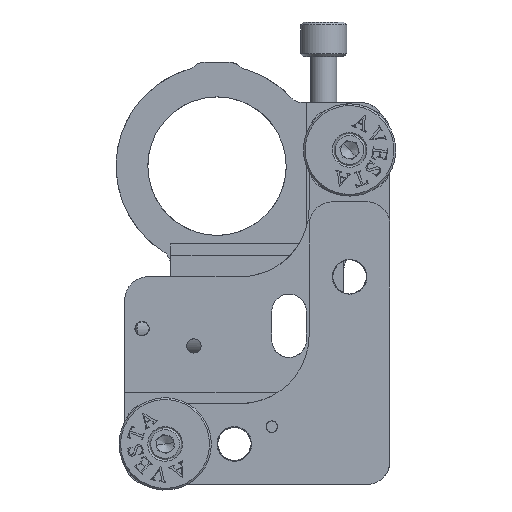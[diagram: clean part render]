
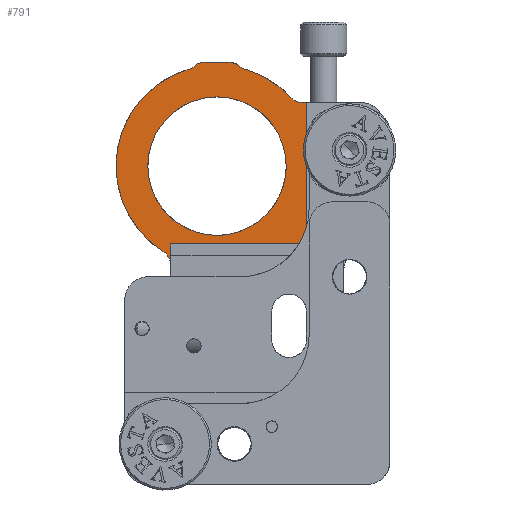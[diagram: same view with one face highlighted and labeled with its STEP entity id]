
A CAD part, front view. The second image highlights one B-rep face of the part: STEP entity #791.
In plain terms, the highlighted planar face has unit normal (0, -1, 0).
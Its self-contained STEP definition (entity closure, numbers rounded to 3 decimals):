
#228=FACE_BOUND('',#2362,.T.);
#791=ADVANCED_FACE('',(#1556,#228),#12591,.T.);
#1556=FACE_OUTER_BOUND('',#2361,.T.);
#2361=EDGE_LOOP('',(#5350,#5351,#5352,#5353,#5354,#5355,#5356,#5357,#5358,
#5359,#5360,#5361,#5362,#5363));
#2362=EDGE_LOOP('',(#5364,#5365,#5366));
#5350=ORIENTED_EDGE('',*,*,#8162,.T.);
#5351=ORIENTED_EDGE('',*,*,#8288,.T.);
#5352=ORIENTED_EDGE('',*,*,#8163,.T.);
#5353=ORIENTED_EDGE('',*,*,#8164,.T.);
#5354=ORIENTED_EDGE('',*,*,#8165,.T.);
#5355=ORIENTED_EDGE('',*,*,#8166,.T.);
#5356=ORIENTED_EDGE('',*,*,#8167,.T.);
#5357=ORIENTED_EDGE('',*,*,#8285,.T.);
#5358=ORIENTED_EDGE('',*,*,#8168,.T.);
#5359=ORIENTED_EDGE('',*,*,#8169,.T.);
#5360=ORIENTED_EDGE('',*,*,#8151,.F.);
#5361=ORIENTED_EDGE('',*,*,#8170,.F.);
#5362=ORIENTED_EDGE('',*,*,#8161,.F.);
#5363=ORIENTED_EDGE('',*,*,#8171,.T.);
#5364=ORIENTED_EDGE('',*,*,#8174,.F.);
#5365=ORIENTED_EDGE('',*,*,#8172,.F.);
#5366=ORIENTED_EDGE('',*,*,#8173,.F.);
#8151=EDGE_CURVE('',#11850,#11852,#9849,.T.);
#8161=EDGE_CURVE('',#11863,#11849,#9856,.T.);
#8162=EDGE_CURVE('',#11864,#11865,#10423,.T.);
#8163=EDGE_CURVE('',#11866,#11867,#10424,.T.);
#8164=EDGE_CURVE('',#11867,#11868,#10425,.T.);
#8165=EDGE_CURVE('',#11868,#11869,#9857,.T.);
#8166=EDGE_CURVE('',#11869,#11870,#10426,.T.);
#8167=EDGE_CURVE('',#11870,#11871,#10427,.T.);
#8168=EDGE_CURVE('',#11872,#11873,#10428,.T.);
#8169=EDGE_CURVE('',#11873,#11852,#9858,.T.);
#8170=EDGE_CURVE('',#11849,#11850,#10429,.T.);
#8171=EDGE_CURVE('',#11863,#11864,#9859,.T.);
#8172=EDGE_CURVE('',#11861,#11858,#10430,.T.);
#8173=EDGE_CURVE('',#11859,#11861,#10431,.T.);
#8174=EDGE_CURVE('',#11858,#11859,#10432,.T.);
#8285=EDGE_CURVE('',#11871,#11872,#10499,.T.);
#8288=EDGE_CURVE('',#11865,#11866,#10502,.T.);
#9849=B_SPLINE_CURVE_WITH_KNOTS('',1,(#23189,#23190),.UNSPECIFIED.,.F.,
 .F.,(2,2),(0.,26.5),.UNSPECIFIED.);
#9856=B_SPLINE_CURVE_WITH_KNOTS('',1,(#23210,#23211),.UNSPECIFIED.,.F.,
 .F.,(2,2),(-21.5,0.),.UNSPECIFIED.);
#9857=B_SPLINE_CURVE_WITH_KNOTS('',1,(#23221,#23222),.UNSPECIFIED.,.F.,
 .F.,(2,2),(0.,4.149),.UNSPECIFIED.);
#9858=B_SPLINE_CURVE_WITH_KNOTS('',1,(#23232,#23233),.UNSPECIFIED.,.F.,
 .F.,(2,2),(-3.799,0.),.UNSPECIFIED.);
#9859=B_SPLINE_CURVE_WITH_KNOTS('',1,(#23237,#23238),.UNSPECIFIED.,.F.,
 .F.,(2,2),(0.,0.525),.UNSPECIFIED.);
#10423=(
BOUNDED_CURVE()
B_SPLINE_CURVE(2,(#23212,#23213,#23214),.UNSPECIFIED.,.F.,.F.)
B_SPLINE_CURVE_WITH_KNOTS((3,3),(0.,2.457),.UNSPECIFIED.)
CURVE()
GEOMETRIC_REPRESENTATION_ITEM()
RATIONAL_B_SPLINE_CURVE((1.,0.917,1.))
REPRESENTATION_ITEM('')
);
#10424=(
BOUNDED_CURVE()
B_SPLINE_CURVE(2,(#23215,#23216,#23217),.UNSPECIFIED.,.F.,.F.)
B_SPLINE_CURVE_WITH_KNOTS((3,3),(0.,1.188),.UNSPECIFIED.)
CURVE()
GEOMETRIC_REPRESENTATION_ITEM()
RATIONAL_B_SPLINE_CURVE((1.,0.98,1.))
REPRESENTATION_ITEM('')
);
#10425=(
BOUNDED_CURVE()
B_SPLINE_CURVE(2,(#23218,#23219,#23220),.UNSPECIFIED.,.F.,.F.)
B_SPLINE_CURVE_WITH_KNOTS((3,3),(0.,2.061),.UNSPECIFIED.)
CURVE()
GEOMETRIC_REPRESENTATION_ITEM()
RATIONAL_B_SPLINE_CURVE((1.,0.942,1.))
REPRESENTATION_ITEM('')
);
#10426=(
BOUNDED_CURVE()
B_SPLINE_CURVE(2,(#23223,#23224,#23225),.UNSPECIFIED.,.F.,.F.)
B_SPLINE_CURVE_WITH_KNOTS((3,3),(0.,2.061),.UNSPECIFIED.)
CURVE()
GEOMETRIC_REPRESENTATION_ITEM()
RATIONAL_B_SPLINE_CURVE((1.,0.942,1.))
REPRESENTATION_ITEM('')
);
#10427=(
BOUNDED_CURVE()
B_SPLINE_CURVE(2,(#23226,#23227,#23228),.UNSPECIFIED.,.F.,.F.)
B_SPLINE_CURVE_WITH_KNOTS((3,3),(0.,1.188),.UNSPECIFIED.)
CURVE()
GEOMETRIC_REPRESENTATION_ITEM()
RATIONAL_B_SPLINE_CURVE((1.,0.98,1.))
REPRESENTATION_ITEM('')
);
#10428=(
BOUNDED_CURVE()
B_SPLINE_CURVE(2,(#23229,#23230,#23231),.UNSPECIFIED.,.F.,.F.)
B_SPLINE_CURVE_WITH_KNOTS((3,3),(0.,3.013),.UNSPECIFIED.)
CURVE()
GEOMETRIC_REPRESENTATION_ITEM()
RATIONAL_B_SPLINE_CURVE((1.,0.877,1.))
REPRESENTATION_ITEM('')
);
#10429=(
BOUNDED_CURVE()
B_SPLINE_CURVE(2,(#23234,#23235,#23236),.UNSPECIFIED.,.F.,.F.)
B_SPLINE_CURVE_WITH_KNOTS((3,3),(0.,4.712),.UNSPECIFIED.)
CURVE()
GEOMETRIC_REPRESENTATION_ITEM()
RATIONAL_B_SPLINE_CURVE((1.,0.707,1.))
REPRESENTATION_ITEM('')
);
#10430=(
BOUNDED_CURVE()
B_SPLINE_CURVE(2,(#23239,#23240,#23241,#23242,#23243),.UNSPECIFIED.,.F.,
 .F.)
B_SPLINE_CURVE_WITH_KNOTS((3,2,3),(-37.699,-18.85,
0.),.UNSPECIFIED.)
CURVE()
GEOMETRIC_REPRESENTATION_ITEM()
RATIONAL_B_SPLINE_CURVE((1.,0.707,1.,0.707,1.))
REPRESENTATION_ITEM('')
);
#10431=(
BOUNDED_CURVE()
B_SPLINE_CURVE(2,(#23244,#23245,#23246),.UNSPECIFIED.,.F.,.F.)
B_SPLINE_CURVE_WITH_KNOTS((3,3),(-56.549,-37.699),
 .UNSPECIFIED.)
CURVE()
GEOMETRIC_REPRESENTATION_ITEM()
RATIONAL_B_SPLINE_CURVE((1.,0.707,1.))
REPRESENTATION_ITEM('')
);
#10432=(
BOUNDED_CURVE()
B_SPLINE_CURVE(2,(#23247,#23248,#23249),.UNSPECIFIED.,.F.,.F.)
B_SPLINE_CURVE_WITH_KNOTS((3,3),(-75.398,-56.549),
 .UNSPECIFIED.)
CURVE()
GEOMETRIC_REPRESENTATION_ITEM()
RATIONAL_B_SPLINE_CURVE((1.,0.707,1.))
REPRESENTATION_ITEM('')
);
#10499=(
BOUNDED_CURVE()
B_SPLINE_CURVE(2,(#23571,#23572,#23573,#23574,#23575),.UNSPECIFIED.,.F.,
 .F.)
B_SPLINE_CURVE_WITH_KNOTS((3,2,3),(0.,22.379,39.975),
 .UNSPECIFIED.)
CURVE()
GEOMETRIC_REPRESENTATION_ITEM()
RATIONAL_B_SPLINE_CURVE((1.,0.802,1.,0.877,1.))
REPRESENTATION_ITEM('')
);
#10502=(
BOUNDED_CURVE()
B_SPLINE_CURVE(2,(#23581,#23582,#23583),.UNSPECIFIED.,.F.,.F.)
B_SPLINE_CURVE_WITH_KNOTS((3,3),(0.,9.242),.UNSPECIFIED.)
CURVE()
GEOMETRIC_REPRESENTATION_ITEM()
RATIONAL_B_SPLINE_CURVE((1.,0.965,1.))
REPRESENTATION_ITEM('')
);
#11849=VERTEX_POINT('',#23005);
#11850=VERTEX_POINT('',#23006);
#11852=VERTEX_POINT('',#23008);
#11858=VERTEX_POINT('',#23014);
#11859=VERTEX_POINT('',#23015);
#11861=VERTEX_POINT('',#23017);
#11863=VERTEX_POINT('',#23019);
#11864=VERTEX_POINT('',#23020);
#11865=VERTEX_POINT('',#23021);
#11866=VERTEX_POINT('',#23022);
#11867=VERTEX_POINT('',#23023);
#11868=VERTEX_POINT('',#23024);
#11869=VERTEX_POINT('',#23025);
#11870=VERTEX_POINT('',#23026);
#11871=VERTEX_POINT('',#23027);
#11872=VERTEX_POINT('',#23028);
#11873=VERTEX_POINT('',#23029);
#12591=PLANE('',#13254);
#13254=AXIS2_PLACEMENT_3D('',#22196,#13576,$);
#13576=DIRECTION('',(0.,-1.,0.));
#22196=CARTESIAN_POINT('',(-29.34,12.325,34.876));
#23005=CARTESIAN_POINT('',(8.895,12.325,45.325));
#23006=CARTESIAN_POINT('',(11.895,12.325,42.325));
#23008=CARTESIAN_POINT('',(-14.605,12.325,42.325));
#23014=CARTESIAN_POINT('',(5.395,12.325,55.825));
#23015=CARTESIAN_POINT('',(-6.605,12.325,67.825));
#23017=CARTESIAN_POINT('',(-18.605,12.325,55.825));
#23019=CARTESIAN_POINT('',(8.895,12.325,66.825));
#23020=CARTESIAN_POINT('',(8.37,12.325,66.825));
#23021=CARTESIAN_POINT('',(6.179,12.325,67.776));
#23022=CARTESIAN_POINT('',(-1.585,12.325,72.59));
#23023=CARTESIAN_POINT('',(-2.627,12.325,73.144));
#23024=CARTESIAN_POINT('',(-4.53,12.325,73.825));
#23025=CARTESIAN_POINT('',(-8.679,12.325,73.825));
#23026=CARTESIAN_POINT('',(-10.582,12.325,73.144));
#23027=CARTESIAN_POINT('',(-11.624,12.325,72.59));
#23028=CARTESIAN_POINT('',(-15.995,12.325,41.058));
#23029=CARTESIAN_POINT('',(-14.605,12.325,38.526));
#23189=CARTESIAN_POINT('',(11.895,12.325,42.325));
#23190=CARTESIAN_POINT('',(-14.605,12.325,42.325));
#23210=CARTESIAN_POINT('',(8.895,12.325,66.825));
#23211=CARTESIAN_POINT('',(8.895,12.325,45.325));
#23212=CARTESIAN_POINT('',(8.37,12.325,66.825));
#23213=CARTESIAN_POINT('',(7.068,12.325,66.825));
#23214=CARTESIAN_POINT('',(6.179,12.325,67.776));
#23215=CARTESIAN_POINT('',(-1.585,12.325,72.59));
#23216=CARTESIAN_POINT('',(-2.162,12.325,72.762));
#23217=CARTESIAN_POINT('',(-2.627,12.325,73.144));
#23218=CARTESIAN_POINT('',(-2.627,12.325,73.144));
#23219=CARTESIAN_POINT('',(-3.457,12.325,73.825));
#23220=CARTESIAN_POINT('',(-4.53,12.325,73.825));
#23221=CARTESIAN_POINT('',(-4.53,12.325,73.825));
#23222=CARTESIAN_POINT('',(-8.679,12.325,73.825));
#23223=CARTESIAN_POINT('',(-8.679,12.325,73.825));
#23224=CARTESIAN_POINT('',(-9.752,12.325,73.825));
#23225=CARTESIAN_POINT('',(-10.582,12.325,73.144));
#23226=CARTESIAN_POINT('',(-10.582,12.325,73.144));
#23227=CARTESIAN_POINT('',(-11.047,12.325,72.762));
#23228=CARTESIAN_POINT('',(-11.624,12.325,72.59));
#23229=CARTESIAN_POINT('',(-15.995,12.325,41.058));
#23230=CARTESIAN_POINT('',(-14.605,12.325,40.174));
#23231=CARTESIAN_POINT('',(-14.605,12.325,38.526));
#23232=CARTESIAN_POINT('',(-14.605,12.325,38.526));
#23233=CARTESIAN_POINT('',(-14.605,12.325,42.325));
#23234=CARTESIAN_POINT('',(8.895,12.325,45.325));
#23235=CARTESIAN_POINT('',(8.895,12.325,42.325));
#23236=CARTESIAN_POINT('',(11.895,12.325,42.325));
#23237=CARTESIAN_POINT('',(8.895,12.325,66.825));
#23238=CARTESIAN_POINT('',(8.37,12.325,66.825));
#23239=CARTESIAN_POINT('',(-18.605,12.325,55.825));
#23240=CARTESIAN_POINT('',(-18.605,12.325,43.825));
#23241=CARTESIAN_POINT('',(-6.605,12.325,43.825));
#23242=CARTESIAN_POINT('',(5.395,12.325,43.825));
#23243=CARTESIAN_POINT('',(5.395,12.325,55.825));
#23244=CARTESIAN_POINT('',(-6.605,12.325,67.825));
#23245=CARTESIAN_POINT('',(-18.605,12.325,67.825));
#23246=CARTESIAN_POINT('',(-18.605,12.325,55.825));
#23247=CARTESIAN_POINT('',(5.395,12.325,55.825));
#23248=CARTESIAN_POINT('',(5.395,12.325,67.825));
#23249=CARTESIAN_POINT('',(-6.605,12.325,67.825));
#23571=CARTESIAN_POINT('',(-11.624,12.325,72.59));
#23572=CARTESIAN_POINT('',(-24.105,12.325,68.853));
#23573=CARTESIAN_POINT('',(-24.105,12.325,55.825));
#23574=CARTESIAN_POINT('',(-24.105,12.325,46.215));
#23575=CARTESIAN_POINT('',(-15.995,12.325,41.058));
#23581=CARTESIAN_POINT('',(6.179,12.325,67.776));
#23582=CARTESIAN_POINT('',(2.948,12.325,71.233));
#23583=CARTESIAN_POINT('',(-1.585,12.325,72.59));
